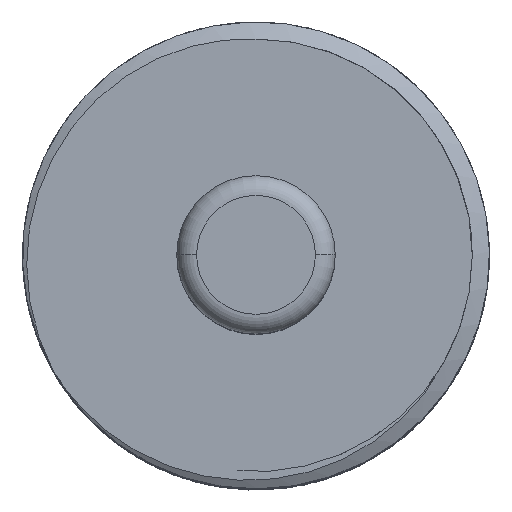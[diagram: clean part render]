
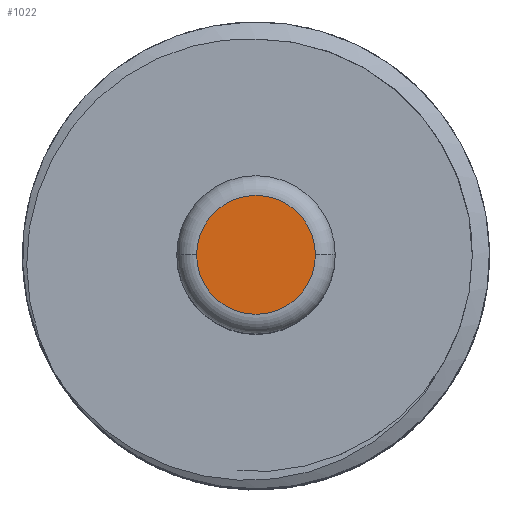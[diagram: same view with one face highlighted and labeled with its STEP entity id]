
A CAD part, top view. The second image highlights one B-rep face of the part: STEP entity #1022.
In plain terms, the highlighted planar face has unit normal (0, 0, 1).
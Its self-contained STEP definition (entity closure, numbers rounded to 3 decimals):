
#235 = DIRECTION ( 'NONE',  ( 0., 0., 1. ) ) ;
#433 = VERTEX_POINT ( 'NONE', #2460 ) ;
#574 = ORIENTED_EDGE ( 'NONE', *, *, #5652, .T. ) ;
#754 = AXIS2_PLACEMENT_3D ( 'NONE', #3289, #4177, #1517 ) ;
#1022 = ADVANCED_FACE ( 'NONE', ( #5129 ), #2407, .T. ) ;
#1254 = DIRECTION ( 'NONE',  ( 0., 0., 1. ) ) ;
#1517 = DIRECTION ( 'NONE',  ( 1., 0., 0. ) ) ;
#1900 = AXIS2_PLACEMENT_3D ( 'NONE', #2902, #235, #3353 ) ;
#2071 = VERTEX_POINT ( 'NONE', #3597 ) ;
#2407 = PLANE ( 'NONE',  #754 ) ;
#2460 = CARTESIAN_POINT ( 'NONE',  ( 3., 0., 67.4 ) ) ;
#2789 = AXIS2_PLACEMENT_3D ( 'NONE', #3915, #1254, #4366 ) ;
#2902 = CARTESIAN_POINT ( 'NONE',  ( 0., 0., 67.4 ) ) ;
#3129 = CIRCLE ( 'NONE', #2789, 3. ) ;
#3205 = EDGE_LOOP ( 'NONE', ( #574, #3533 ) ) ;
#3289 = CARTESIAN_POINT ( 'NONE',  ( 0., 0., 67.4 ) ) ;
#3353 = DIRECTION ( 'NONE',  ( 1., 0., 0. ) ) ;
#3533 = ORIENTED_EDGE ( 'NONE', *, *, #5449, .T. ) ;
#3597 = CARTESIAN_POINT ( 'NONE',  ( -3., 0., 67.4 ) ) ;
#3915 = CARTESIAN_POINT ( 'NONE',  ( 0., 0., 67.4 ) ) ;
#4177 = DIRECTION ( 'NONE',  ( 0., 0., 1. ) ) ;
#4366 = DIRECTION ( 'NONE',  ( 1., 0., 0. ) ) ;
#4598 = CIRCLE ( 'NONE', #1900, 3. ) ;
#5129 = FACE_OUTER_BOUND ( 'NONE', #3205, .T. ) ;
#5449 = EDGE_CURVE ( 'NONE', #2071, #433, #4598, .T. ) ;
#5652 = EDGE_CURVE ( 'NONE', #433, #2071, #3129, .T. ) ;
